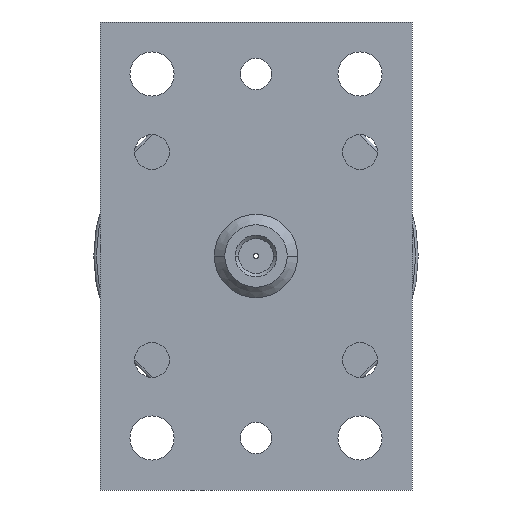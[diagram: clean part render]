
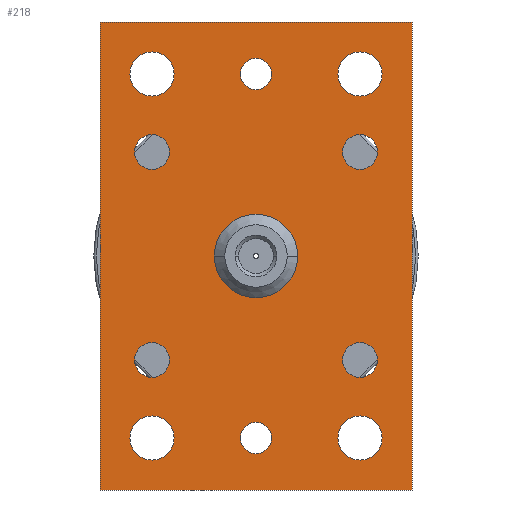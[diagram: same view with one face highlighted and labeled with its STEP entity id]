
A CAD part, left-side view. The second image highlights one B-rep face of the part: STEP entity #218.
In plain terms, the highlighted planar face has unit normal (-1, 0, 0).
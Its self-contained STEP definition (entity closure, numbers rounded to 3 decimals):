
#218=ADVANCED_FACE('',(#440,#441,#442,#443,#444,#445,#446,#447,#448,#449,#450,#451),#452,.F.);
#440=FACE_BOUND('',#679,.T.);
#441=FACE_BOUND('',#680,.T.);
#442=FACE_BOUND('',#681,.T.);
#443=FACE_BOUND('',#682,.T.);
#444=FACE_BOUND('',#683,.T.);
#445=FACE_BOUND('',#684,.T.);
#446=FACE_BOUND('',#685,.T.);
#447=FACE_BOUND('',#686,.T.);
#448=FACE_BOUND('',#687,.T.);
#449=FACE_BOUND('',#688,.T.);
#450=FACE_BOUND('',#689,.T.);
#451=FACE_OUTER_BOUND('',#690,.T.);
#452=PLANE('',#691);
#679=EDGE_LOOP('',(#1232,#1233));
#680=EDGE_LOOP('',(#1234,#1235));
#681=EDGE_LOOP('',(#1236,#1237));
#682=EDGE_LOOP('',(#1238,#1239));
#683=EDGE_LOOP('',(#1240,#1241));
#684=EDGE_LOOP('',(#1242,#1243));
#685=EDGE_LOOP('',(#1244,#1245));
#686=EDGE_LOOP('',(#1246,#1247));
#687=EDGE_LOOP('',(#1248,#1249));
#688=EDGE_LOOP('',(#1250,#1251));
#689=EDGE_LOOP('',(#1252,#1253));
#690=EDGE_LOOP('',(#1254,#1255,#1256,#1257));
#691=AXIS2_PLACEMENT_3D('',#1258,#1259,#1260);
#1232=ORIENTED_EDGE('',*,*,#1480,.T.);
#1233=ORIENTED_EDGE('',*,*,#1478,.T.);
#1234=ORIENTED_EDGE('',*,*,#1483,.T.);
#1235=ORIENTED_EDGE('',*,*,#1473,.T.);
#1236=ORIENTED_EDGE('',*,*,#1462,.T.);
#1237=ORIENTED_EDGE('',*,*,#1489,.T.);
#1238=ORIENTED_EDGE('',*,*,#1453,.T.);
#1239=ORIENTED_EDGE('',*,*,#1494,.T.);
#1240=ORIENTED_EDGE('',*,*,#1444,.T.);
#1241=ORIENTED_EDGE('',*,*,#1499,.T.);
#1242=ORIENTED_EDGE('',*,*,#1435,.T.);
#1243=ORIENTED_EDGE('',*,*,#1504,.T.);
#1244=ORIENTED_EDGE('',*,*,#1506,.T.);
#1245=ORIENTED_EDGE('',*,*,#1432,.T.);
#1246=ORIENTED_EDGE('',*,*,#1509,.T.);
#1247=ORIENTED_EDGE('',*,*,#1427,.T.);
#1248=ORIENTED_EDGE('',*,*,#1512,.T.);
#1249=ORIENTED_EDGE('',*,*,#1422,.T.);
#1250=ORIENTED_EDGE('',*,*,#1515,.T.);
#1251=ORIENTED_EDGE('',*,*,#1417,.T.);
#1252=ORIENTED_EDGE('',*,*,#1518,.T.);
#1253=ORIENTED_EDGE('',*,*,#1412,.T.);
#1254=ORIENTED_EDGE('',*,*,#1534,.T.);
#1255=ORIENTED_EDGE('',*,*,#1528,.F.);
#1256=ORIENTED_EDGE('',*,*,#1531,.F.);
#1257=ORIENTED_EDGE('',*,*,#1523,.F.);
#1258=CARTESIAN_POINT('',(0.0,0.0,0.0));
#1259=DIRECTION('',(1.0,0.0,0.0));
#1260=DIRECTION('',(0.0,0.0,-1.0));
#1412=EDGE_CURVE('',#1695,#1699,#1701,.T.);
#1417=EDGE_CURVE('',#1704,#1708,#1710,.T.);
#1422=EDGE_CURVE('',#1713,#1717,#1719,.T.);
#1427=EDGE_CURVE('',#1722,#1726,#1728,.T.);
#1432=EDGE_CURVE('',#1731,#1735,#1737,.T.);
#1435=EDGE_CURVE('',#1742,#1739,#1743,.T.);
#1444=EDGE_CURVE('',#1757,#1754,#1758,.T.);
#1453=EDGE_CURVE('',#1772,#1769,#1773,.T.);
#1462=EDGE_CURVE('',#1787,#1784,#1788,.T.);
#1473=EDGE_CURVE('',#1800,#1804,#1806,.T.);
#1478=EDGE_CURVE('',#1809,#1813,#1815,.T.);
#1480=EDGE_CURVE('',#1813,#1809,#1817,.T.);
#1483=EDGE_CURVE('',#1804,#1800,#1820,.T.);
#1489=EDGE_CURVE('',#1784,#1787,#1826,.T.);
#1494=EDGE_CURVE('',#1769,#1772,#1831,.T.);
#1499=EDGE_CURVE('',#1754,#1757,#1836,.T.);
#1504=EDGE_CURVE('',#1739,#1742,#1841,.T.);
#1506=EDGE_CURVE('',#1735,#1731,#1843,.T.);
#1509=EDGE_CURVE('',#1726,#1722,#1846,.T.);
#1512=EDGE_CURVE('',#1717,#1713,#1849,.T.);
#1515=EDGE_CURVE('',#1708,#1704,#1852,.T.);
#1518=EDGE_CURVE('',#1699,#1695,#1855,.T.);
#1523=EDGE_CURVE('',#1861,#1863,#1864,.T.);
#1528=EDGE_CURVE('',#1870,#1872,#1873,.T.);
#1531=EDGE_CURVE('',#1863,#1870,#1876,.T.);
#1534=EDGE_CURVE('',#1861,#1872,#1879,.T.);
#1695=VERTEX_POINT('',#2082);
#1699=VERTEX_POINT('',#2087);
#1701=CIRCLE('',#2090,8.0);
#1704=VERTEX_POINT('',#2093);
#1708=VERTEX_POINT('',#2098);
#1710=CIRCLE('',#2101,4.25);
#1713=VERTEX_POINT('',#2104);
#1717=VERTEX_POINT('',#2109);
#1719=CIRCLE('',#2112,4.25);
#1722=VERTEX_POINT('',#2115);
#1726=VERTEX_POINT('',#2120);
#1728=CIRCLE('',#2123,4.25);
#1731=VERTEX_POINT('',#2126);
#1735=VERTEX_POINT('',#2131);
#1737=CIRCLE('',#2134,4.25);
#1739=VERTEX_POINT('',#2136);
#1742=VERTEX_POINT('',#2140);
#1743=CIRCLE('',#2141,3.324);
#1754=VERTEX_POINT('',#2155);
#1757=VERTEX_POINT('',#2159);
#1758=CIRCLE('',#2160,3.324);
#1769=VERTEX_POINT('',#2174);
#1772=VERTEX_POINT('',#2178);
#1773=CIRCLE('',#2179,3.324);
#1784=VERTEX_POINT('',#2193);
#1787=VERTEX_POINT('',#2197);
#1788=CIRCLE('',#2198,3.324);
#1800=VERTEX_POINT('',#2213);
#1804=VERTEX_POINT('',#2218);
#1806=CIRCLE('',#2221,3.0);
#1809=VERTEX_POINT('',#2224);
#1813=VERTEX_POINT('',#2229);
#1815=CIRCLE('',#2232,3.0);
#1817=CIRCLE('',#2234,3.0);
#1820=CIRCLE('',#2237,3.0);
#1826=CIRCLE('',#2243,3.324);
#1831=CIRCLE('',#2248,3.324);
#1836=CIRCLE('',#2253,3.324);
#1841=CIRCLE('',#2258,3.324);
#1843=CIRCLE('',#2260,4.25);
#1846=CIRCLE('',#2263,4.25);
#1849=CIRCLE('',#2266,4.25);
#1852=CIRCLE('',#2269,4.25);
#1855=CIRCLE('',#2272,8.0);
#1861=VERTEX_POINT('',#2279);
#1863=VERTEX_POINT('',#2282);
#1864=LINE('',#2283,#2284);
#1870=VERTEX_POINT('',#2292);
#1872=VERTEX_POINT('',#2295);
#1873=LINE('',#2296,#2297);
#1876=LINE('',#2301,#2302);
#1879=LINE('',#2306,#2307);
#2082=CARTESIAN_POINT('',(0.0,0.,-8.0));
#2087=CARTESIAN_POINT('',(0.0,0.,8.0));
#2090=AXIS2_PLACEMENT_3D('',#2493,#2494,#2495);
#2093=CARTESIAN_POINT('',(0.0,-20.0,-39.25));
#2098=CARTESIAN_POINT('',(0.0,-20.0,-30.75));
#2101=AXIS2_PLACEMENT_3D('',#2501,#2502,#2503);
#2104=CARTESIAN_POINT('',(0.0,-20.0,30.75));
#2109=CARTESIAN_POINT('',(0.0,-20.0,39.25));
#2112=AXIS2_PLACEMENT_3D('',#2509,#2510,#2511);
#2115=CARTESIAN_POINT('',(0.0,20.0,-39.25));
#2120=CARTESIAN_POINT('',(0.0,20.0,-30.75));
#2123=AXIS2_PLACEMENT_3D('',#2517,#2518,#2519);
#2126=CARTESIAN_POINT('',(0.0,20.0,30.75));
#2131=CARTESIAN_POINT('',(0.0,20.0,39.25));
#2134=AXIS2_PLACEMENT_3D('',#2525,#2526,#2527);
#2136=CARTESIAN_POINT('',(0.,-16.676,-20.0));
#2140=CARTESIAN_POINT('',(0.,-23.324,-20.0));
#2141=AXIS2_PLACEMENT_3D('',#2529,#2530,#2531);
#2155=CARTESIAN_POINT('',(0.,-16.676,20.0));
#2159=CARTESIAN_POINT('',(0.,-23.324,20.0));
#2160=AXIS2_PLACEMENT_3D('',#2542,#2543,#2544);
#2174=CARTESIAN_POINT('',(0.,23.324,-20.0));
#2178=CARTESIAN_POINT('',(0.,16.676,-20.0));
#2179=AXIS2_PLACEMENT_3D('',#2555,#2556,#2557);
#2193=CARTESIAN_POINT('',(0.,23.324,20.0));
#2197=CARTESIAN_POINT('',(0.,16.676,20.0));
#2198=AXIS2_PLACEMENT_3D('',#2568,#2569,#2570);
#2213=CARTESIAN_POINT('',(0.0,0.,-38.0));
#2218=CARTESIAN_POINT('',(0.0,0.,-32.0));
#2221=AXIS2_PLACEMENT_3D('',#2585,#2586,#2587);
#2224=CARTESIAN_POINT('',(0.0,0.,32.0));
#2229=CARTESIAN_POINT('',(0.0,0.,38.0));
#2232=AXIS2_PLACEMENT_3D('',#2593,#2594,#2595);
#2234=AXIS2_PLACEMENT_3D('',#2596,#2597,#2598);
#2237=AXIS2_PLACEMENT_3D('',#2602,#2603,#2604);
#2243=AXIS2_PLACEMENT_3D('',#2614,#2615,#2616);
#2248=AXIS2_PLACEMENT_3D('',#2623,#2624,#2625);
#2253=AXIS2_PLACEMENT_3D('',#2632,#2633,#2634);
#2258=AXIS2_PLACEMENT_3D('',#2641,#2642,#2643);
#2260=AXIS2_PLACEMENT_3D('',#2644,#2645,#2646);
#2263=AXIS2_PLACEMENT_3D('',#2650,#2651,#2652);
#2266=AXIS2_PLACEMENT_3D('',#2656,#2657,#2658);
#2269=AXIS2_PLACEMENT_3D('',#2662,#2663,#2664);
#2272=AXIS2_PLACEMENT_3D('',#2668,#2669,#2670);
#2279=CARTESIAN_POINT('',(0.0,30.0,45.0));
#2282=CARTESIAN_POINT('',(0.0,-30.0,45.0));
#2283=CARTESIAN_POINT('',(0.0,0.0,45.0));
#2284=VECTOR('',#2676,1.0);
#2292=CARTESIAN_POINT('',(0.0,-30.0,-45.0));
#2295=CARTESIAN_POINT('',(0.0,30.0,-45.0));
#2296=CARTESIAN_POINT('',(0.0,0.0,-45.0));
#2297=VECTOR('',#2680,1.0);
#2301=CARTESIAN_POINT('',(0.0,-30.0,0.0));
#2302=VECTOR('',#2682,1.0);
#2306=CARTESIAN_POINT('',(0.0,30.0,0.0));
#2307=VECTOR('',#2684,1.0);
#2493=CARTESIAN_POINT('',(0.0,0.0,0.0));
#2494=DIRECTION('',(1.0,0.0,0.0));
#2495=DIRECTION('',(0.0,0.0,-1.0));
#2501=CARTESIAN_POINT('',(0.0,-20.0,-35.0));
#2502=DIRECTION('',(1.0,0.0,0.0));
#2503=DIRECTION('',(0.0,0.0,-1.0));
#2509=CARTESIAN_POINT('',(0.0,-20.0,35.0));
#2510=DIRECTION('',(1.0,0.0,0.0));
#2511=DIRECTION('',(0.0,0.0,-1.0));
#2517=CARTESIAN_POINT('',(0.0,20.0,-35.0));
#2518=DIRECTION('',(1.0,0.0,0.0));
#2519=DIRECTION('',(0.0,0.0,-1.0));
#2525=CARTESIAN_POINT('',(0.0,20.0,35.0));
#2526=DIRECTION('',(1.0,0.0,0.0));
#2527=DIRECTION('',(0.0,0.0,-1.0));
#2529=CARTESIAN_POINT('',(0.,-20.0,-20.0));
#2530=DIRECTION('',(1.0,0.0,0.0));
#2531=DIRECTION('',(0.0,1.0,0.0));
#2542=CARTESIAN_POINT('',(0.,-20.0,20.0));
#2543=DIRECTION('',(1.0,0.0,0.0));
#2544=DIRECTION('',(0.0,1.0,0.0));
#2555=CARTESIAN_POINT('',(0.,20.0,-20.0));
#2556=DIRECTION('',(1.0,0.0,0.0));
#2557=DIRECTION('',(0.0,1.0,0.0));
#2568=CARTESIAN_POINT('',(0.,20.0,20.0));
#2569=DIRECTION('',(1.0,0.0,0.0));
#2570=DIRECTION('',(0.0,1.0,0.0));
#2585=CARTESIAN_POINT('',(0.0,0.0,-35.0));
#2586=DIRECTION('',(1.0,0.0,0.0));
#2587=DIRECTION('',(0.0,0.0,-1.0));
#2593=CARTESIAN_POINT('',(0.0,0.0,35.0));
#2594=DIRECTION('',(1.0,0.0,0.0));
#2595=DIRECTION('',(0.0,0.0,-1.0));
#2596=CARTESIAN_POINT('',(0.0,0.0,35.0));
#2597=DIRECTION('',(1.0,0.0,0.0));
#2598=DIRECTION('',(0.0,0.0,-1.0));
#2602=CARTESIAN_POINT('',(0.0,0.0,-35.0));
#2603=DIRECTION('',(1.0,0.0,0.0));
#2604=DIRECTION('',(0.0,0.0,-1.0));
#2614=CARTESIAN_POINT('',(0.,20.0,20.0));
#2615=DIRECTION('',(1.0,0.0,0.0));
#2616=DIRECTION('',(0.0,1.0,0.0));
#2623=CARTESIAN_POINT('',(0.,20.0,-20.0));
#2624=DIRECTION('',(1.0,0.0,0.0));
#2625=DIRECTION('',(0.0,1.0,0.0));
#2632=CARTESIAN_POINT('',(0.,-20.0,20.0));
#2633=DIRECTION('',(1.0,0.0,0.0));
#2634=DIRECTION('',(0.0,1.0,0.0));
#2641=CARTESIAN_POINT('',(0.,-20.0,-20.0));
#2642=DIRECTION('',(1.0,0.0,0.0));
#2643=DIRECTION('',(0.0,1.0,0.0));
#2644=CARTESIAN_POINT('',(0.0,20.0,35.0));
#2645=DIRECTION('',(1.0,0.0,0.0));
#2646=DIRECTION('',(0.0,0.0,-1.0));
#2650=CARTESIAN_POINT('',(0.0,20.0,-35.0));
#2651=DIRECTION('',(1.0,0.0,0.0));
#2652=DIRECTION('',(0.0,0.0,-1.0));
#2656=CARTESIAN_POINT('',(0.0,-20.0,35.0));
#2657=DIRECTION('',(1.0,0.0,0.0));
#2658=DIRECTION('',(0.0,0.0,-1.0));
#2662=CARTESIAN_POINT('',(0.0,-20.0,-35.0));
#2663=DIRECTION('',(1.0,0.0,0.0));
#2664=DIRECTION('',(0.0,0.0,-1.0));
#2668=CARTESIAN_POINT('',(0.0,0.0,0.0));
#2669=DIRECTION('',(1.0,0.0,0.0));
#2670=DIRECTION('',(0.0,0.0,-1.0));
#2676=DIRECTION('',(0.0,-1.0,0.0));
#2680=DIRECTION('',(0.0,1.0,0.0));
#2682=DIRECTION('',(0.0,0.0,-1.0));
#2684=DIRECTION('',(0.0,0.0,-1.0));
